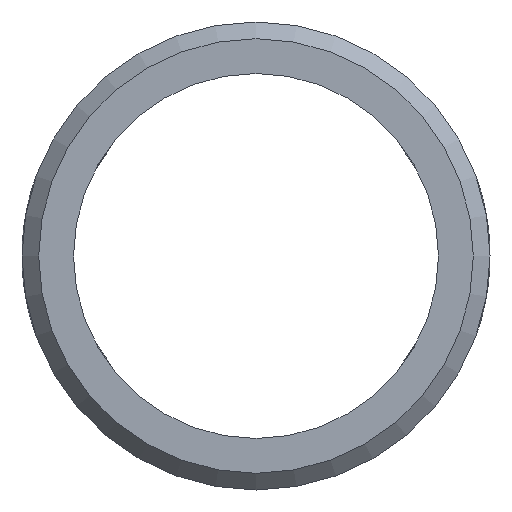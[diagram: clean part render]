
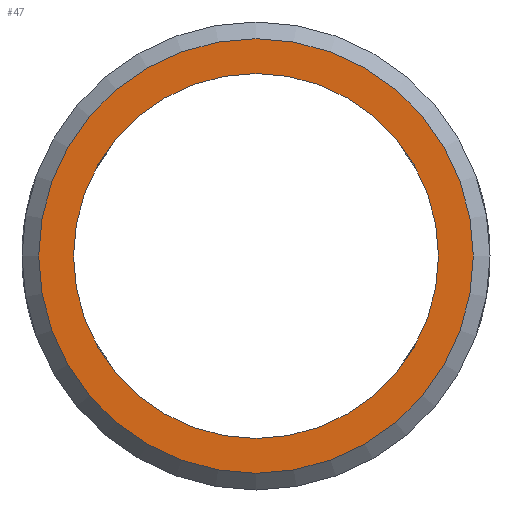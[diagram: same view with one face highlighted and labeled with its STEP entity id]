
A CAD part, front view. The second image highlights one B-rep face of the part: STEP entity #47.
In plain terms, the highlighted planar face has unit normal (0, -1, 0).
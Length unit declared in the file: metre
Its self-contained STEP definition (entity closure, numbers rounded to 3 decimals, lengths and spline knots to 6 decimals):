
#47 = ADVANCED_FACE( '', ( #91, #92 ), #93, .F. );
#91 = FACE_OUTER_BOUND( '', #138, .T. );
#92 = FACE_BOUND( '', #139, .T. );
#93 = PLANE( '', #140 );
#138 = EDGE_LOOP( '', ( #184 ) );
#139 = EDGE_LOOP( '', ( #185 ) );
#140 = AXIS2_PLACEMENT_3D( '', #186, #187, #188 );
#184 = ORIENTED_EDGE( '', *, *, #224, .T. );
#185 = ORIENTED_EDGE( '', *, *, #226, .F. );
#186 = CARTESIAN_POINT( '', ( 0., 0., 0. ) );
#187 = DIRECTION( '', ( 0., 1., 0. ) );
#188 = DIRECTION( '', ( 0., 0., 1. ) );
#224 = EDGE_CURVE( '', #248, #248, #249, .F. );
#226 = EDGE_CURVE( '', #251, #251, #252, .T. );
#248 = VERTEX_POINT( '', #402 );
#249 = CIRCLE( '', #403, 0.0065 );
#251 = VERTEX_POINT( '', #405 );
#252 = CIRCLE( '', #406, 0.005459 );
#402 = CARTESIAN_POINT( '', ( 0., 0., 0.0065 ) );
#403 = AXIS2_PLACEMENT_3D( '', #545, #546, #547 );
#405 = CARTESIAN_POINT( '', ( 0.005459, 0., 0. ) );
#406 = AXIS2_PLACEMENT_3D( '', #548, #549, #550 );
#545 = CARTESIAN_POINT( '', ( 0., 0., 0. ) );
#546 = DIRECTION( '', ( 0., 1., 0. ) );
#547 = DIRECTION( '', ( 0., 0., 1. ) );
#548 = CARTESIAN_POINT( '', ( 0., 0., 0. ) );
#549 = DIRECTION( '', ( 0., -1., 0. ) );
#550 = DIRECTION( '', ( 1., 0., 0. ) );
